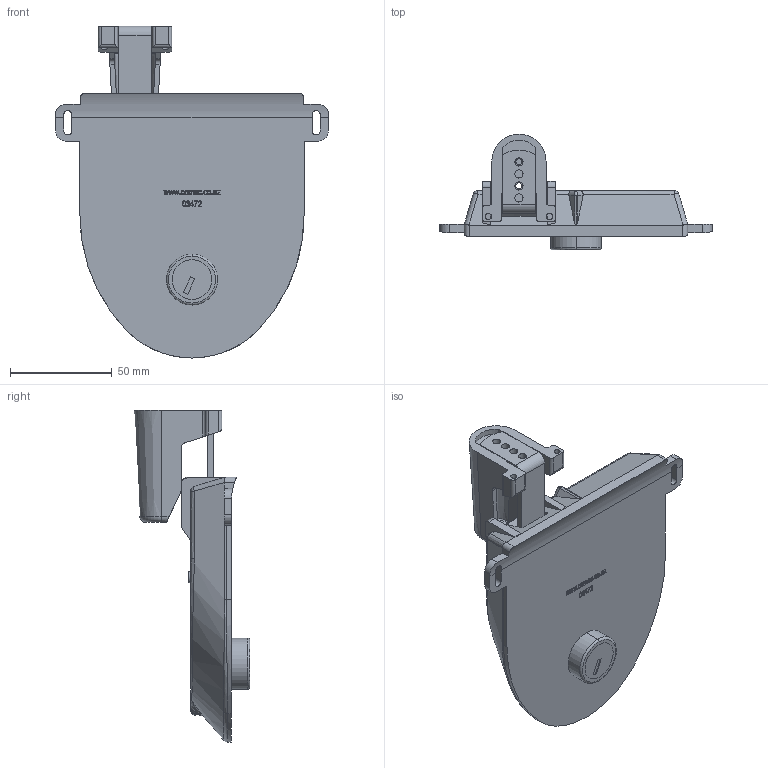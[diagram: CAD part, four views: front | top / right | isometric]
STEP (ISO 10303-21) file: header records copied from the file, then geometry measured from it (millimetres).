
FILE_DESCRIPTION (( 'STEP AP214' ), '1' );
FILE_NAME ('03494- Manual Wheelie Bin Hook Slam Lock.STEP', '2025-09-30T02:21:16', ( '' ), ( '' ), 'SwSTEP 2.0', 'SolidWorks 2025', '' );
FILE_SCHEMA (( 'AUTOMOTIVE_DESIGN' ));
Length unit declared in the file: millimetre
Products named in the file (4): 3494 - Angle; 03494- Manual Wheelie Bin Hook Slam Lock; 3494 - Body; 3494 - Catch
Assembly tree (3 placements, depth 2):
  03494- Manual Wheelie Bin Hook Slam Lock
    3494 - Body
    3494 - Angle
    3494 - Catch
Bounding box: 134 x 56.69 x 163 mm (x, y, z)
Volume: 85258.4 mm3; surface area: 73740.5 mm2
Topology: 3 solids, 4 shells, 543 faces, 1470 edges, 954 vertices
Faces by surface type: plane 282, bspline 142, cylinder 99, torus 12, sphere 6, cone 2
Entity records: 26782 total; most frequent: CARTESIAN_POINT 14123, ORIENTED_EDGE 2916, DIRECTION 2102, EDGE_CURVE 1458, VERTEX_POINT 951, LINE 876, VECTOR 876, AXIS2_PLACEMENT_3D 613
